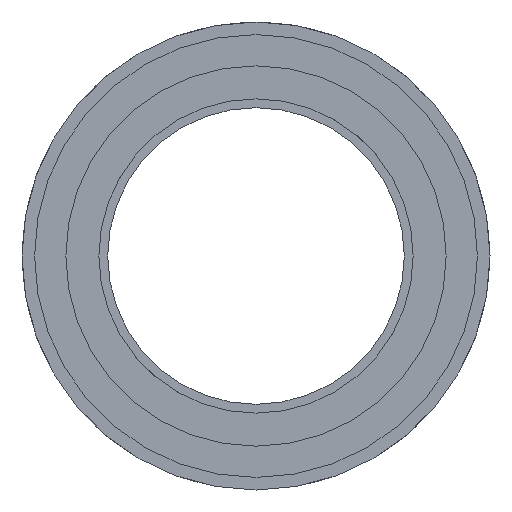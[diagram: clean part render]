
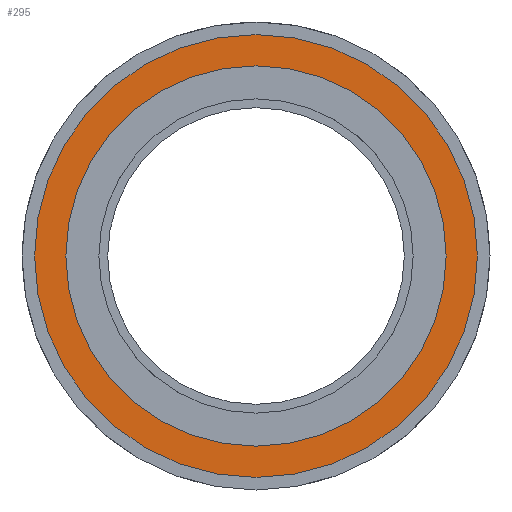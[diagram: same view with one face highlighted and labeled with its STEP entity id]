
A CAD part, front view. The second image highlights one B-rep face of the part: STEP entity #295.
In plain terms, the highlighted planar face has unit normal (0, -1, 0).
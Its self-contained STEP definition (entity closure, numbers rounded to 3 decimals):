
#24 = CIRCLE ( 'NONE', #506, 44.95 ) ;
#27 = EDGE_CURVE ( 'NONE', #336, #336, #350, .T. ) ;
#40 = DIRECTION ( 'NONE',  ( 0., -1., 0. ) ) ;
#43 = FACE_OUTER_BOUND ( 'NONE', #58, .T. ) ;
#47 = AXIS2_PLACEMENT_3D ( 'NONE', #509, #322, #507 ) ;
#58 = EDGE_LOOP ( 'NONE', ( #91 ) ) ;
#73 = PLANE ( 'NONE',  #47 ) ;
#91 = ORIENTED_EDGE ( 'NONE', *, *, #411, .T. ) ;
#163 = CARTESIAN_POINT ( 'NONE',  ( 0., -9.9, 0. ) ) ;
#256 = DIRECTION ( 'NONE',  ( 0., -1., 0. ) ) ;
#270 = VERTEX_POINT ( 'NONE', #328 ) ;
#288 = CARTESIAN_POINT ( 'NONE',  ( 0., -9.9, 0. ) ) ;
#295 = ADVANCED_FACE ( 'NONE', ( #314, #43 ), #73, .F. ) ;
#310 = EDGE_LOOP ( 'NONE', ( #400 ) ) ;
#314 = FACE_BOUND ( 'NONE', #310, .T. ) ;
#322 = DIRECTION ( 'NONE',  ( 0., 1., 0. ) ) ;
#328 = CARTESIAN_POINT ( 'NONE',  ( 0., -9.9, 44.95 ) ) ;
#336 = VERTEX_POINT ( 'NONE', #438 ) ;
#345 = AXIS2_PLACEMENT_3D ( 'NONE', #288, #256, #443 ) ;
#350 = CIRCLE ( 'NONE', #345, 38.6 ) ;
#392 = DIRECTION ( 'NONE',  ( 0., 0., 1. ) ) ;
#400 = ORIENTED_EDGE ( 'NONE', *, *, #27, .F. ) ;
#411 = EDGE_CURVE ( 'NONE', #270, #270, #24, .T. ) ;
#438 = CARTESIAN_POINT ( 'NONE',  ( 0., -9.9, 38.6 ) ) ;
#443 = DIRECTION ( 'NONE',  ( 0., 0., 1. ) ) ;
#506 = AXIS2_PLACEMENT_3D ( 'NONE', #163, #40, #392 ) ;
#507 = DIRECTION ( 'NONE',  ( 0., 0., 1. ) ) ;
#509 = CARTESIAN_POINT ( 'NONE',  ( 0., -9.9, 0. ) ) ;
